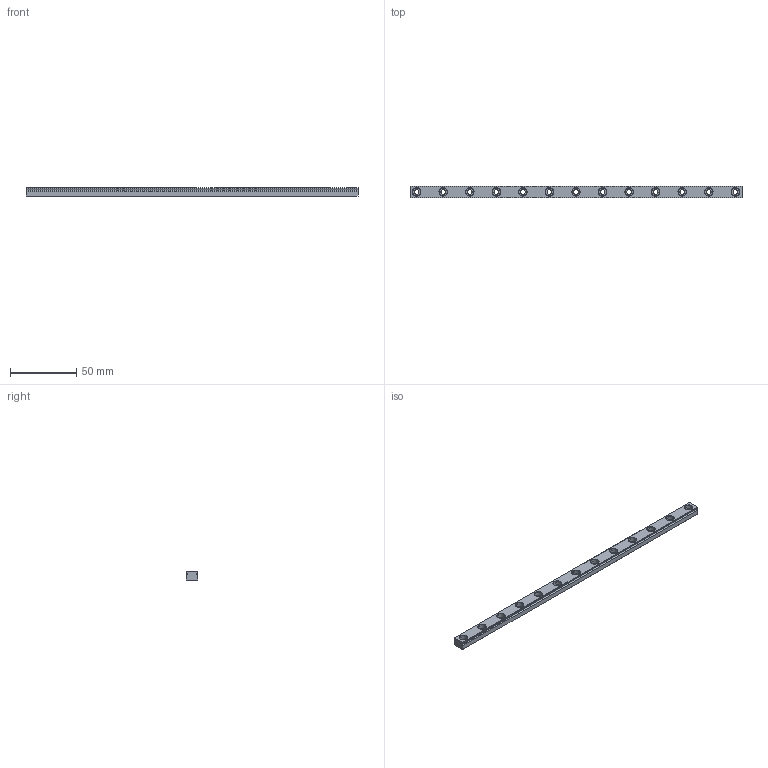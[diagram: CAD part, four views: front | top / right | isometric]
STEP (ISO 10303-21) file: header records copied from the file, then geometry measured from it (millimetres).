
FILE_DESCRIPTION(('FreeCAD Model'),'2;1');
FILE_NAME('Open CASCADE Shape Model','2022-08-21T17:31:19',('demonlibra' ),(''),'Open CASCADE STEP processor 7.6','FreeCAD','Unknown');
FILE_SCHEMA(('AUTOMOTIVE_DESIGN { 1 0 10303 214 1 1 1 1 }'));
Length unit declared in the file: millimetre
Products named in the file (1): Hiwin rail MGNR9R250
Bounding box: 250 x 9 x 6.5 mm (x, y, z)
Volume: 12130.1 mm3; surface area: 9708.4 mm2
Topology: 1 solids, 1 shells, 87 faces, 190 edges, 118 vertices
Faces by surface type: plane 31, cylinder 30, cone 26
Full cylindrical faces by diameter (mm): 3.5 x13, 6 x13
Entity records: 4989 total; most frequent: CARTESIAN_POINT 902, DIRECTION 811, LINE 424, VECTOR 424, ORIENTED_EDGE 380, PCURVE 380, DEFINITIONAL_REPRESENTATION 380, EDGE_CURVE 190
